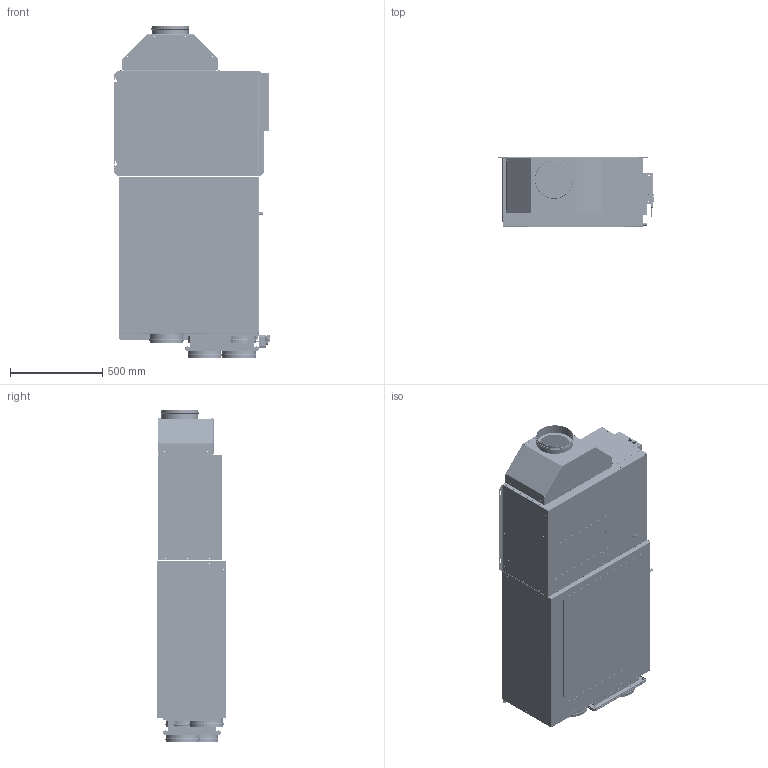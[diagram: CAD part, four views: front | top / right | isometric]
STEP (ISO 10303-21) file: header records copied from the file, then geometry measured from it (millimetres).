
FILE_DESCRIPTION (( 'STEP AP214' ), '1' );
FILE_NAME ('40_SRO_050.STEP', '2024-03-20T14:02:13', ( '' ), ( '' ), 'SwSTEP 2.0', 'SolidWorks 2022', '' );
FILE_SCHEMA (( 'AUTOMOTIVE_DESIGN' ));
Length unit declared in the file: millimetre
Products named in the file (48): HD17000352A Serranda RER050.STEP; HD50000094A Batteria Evaporante DDS 050.STEP; HD17000302C Sostegno filtri recuperatore.STEP; HD17002196 Pann. chiusura lat. batt. RER 050 speciale.STEP; HD17000332B Lamiera separatrice flussi aria.STEP; HD17000828.STEP; HD14000012 Boccaglio Ø200.STEP; QE RER EVO.STEP; HD17000306A.STEP; HD50000095 Batteria Condensante DDS 050.STEP; HD17002356 Base recuperatore RER SRO050.STEP; 40_SRO_050.STEP; HD17000303A Lamiera separazione filtri RER.STEP; HD17002198 Supporto vaschetta RER 050 speciale.STEP; HD17002359 Lamiera boccagli mobile RER 050.STEP; HD17001217 Pannello chiusura compressore RER 050.STEP; HD17000900 Angolare guida filtri RER 050.STEP; hd80000005 vite te trilobata m6 l=16 zb uni8110.STEP; HD17001625 Pannello laterale lato ventilatore RER 050.STEP; HD17002352 Copertura QE RER SRO 020 EVO.STEP; HD17000899 Pannello boccagli RER050.STEP; HD17000528A Coperchio superiore inferiore plenum RER050.STEP; HD14000003 Boccaglio Ø180.STEP; HD03000369 Vaschetta SRO 050.STEP; HD15000284 Tubo uscita scaico condensa RER 050.STEP; HD17000308 Tamponamento lato interno.STEP; HD17002355 Chiusura flangia mandata SRO 050.STEP; HD17002358 ACCESSO RECUPERATORE.STEP; HD03000021A Vaschetta recuperatore RER 050.STEP; HD17002351 Pannello cieco RER SRO 050.STEP; HD17002354 Base deumidificatore RER SRO 050.STEP; HD35000014 Belimo 5nm.STEP; HD17000353 Angolare DX fissaggio recuperatore RER 050.STEP; HD17000307 TAMPONAMENTO LATO FILTRI RER 050.STEP; 41KA000050 Plenum mandata RER050 boccaglio Ø200.STEP; HD17000527B Pannello anterire per boccaglio Ø60.STEP; HD17000821 Coperchio deumidificatore RER 050.STEP; HD17000310B Paratia lato serranda RER.STEP; HD17002348 Pannello accesso ventilatore RER 050.STEP; HD17002353 Pannello lato compressore RER SRO 050 evo.STEP ...
Assembly tree (68 placements, depth 4):
  40_SRO_050
    40_SRO_050.STEP
      QE RER EVO.STEP
        HD17000707 Vano qe RER EVO.STEP
        HD17002352 Copertura QE RER SRO 020 EVO.STEP
      41KA000050 Plenum mandata RER050 boccaglio Ø200.STEP
        HD17000527B Pannello anterire per boccaglio Ø60.STEP
        HD17000528A Coperchio superiore inferiore plenum RER050.STEP  x2
        HD14000012 Boccaglio Ø200.STEP
      HD03000021A Vaschetta recuperatore RER 050.STEP
      HD03000369 Vaschetta SRO 050.STEP
      HD17002354 Base deumidificatore RER SRO 050.STEP
      HD17002350 Pannello lato batteria SRO 050.STEP
      HD17002198 Supporto vaschetta RER 050 speciale.STEP
      HD17000900 Angolare guida filtri RER 050.STEP  x4
      HD17000821 Coperchio deumidificatore RER 050.STEP
      HD17002353 Pannello lato compressore RER SRO 050 evo.STEP
      HD17002355 Chiusura flangia mandata SRO 050.STEP
      HD17002196 Pann. chiusura lat. batt. RER 050 speciale.STEP
      HD17001217 Pannello chiusura compressore RER 050.STEP
      HD17002349  Pannello sostituzione filtro RER 050.STEP  x2
      HD17000899 Pannello boccagli RER050.STEP
      HD17002351 Pannello cieco RER SRO 050.STEP
      HD17002348 Pannello accesso ventilatore RER 050.STEP
      HD17000302C Sostegno filtri recuperatore.STEP
      HD17000353 Angolare DX fissaggio recuperatore RER 050.STEP  x2
      HD17000303A Lamiera separazione filtri RER.STEP
      HD17002356 Base recuperatore RER SRO050.STEP
      HD17002357 Pannello laterale lato serranda RER SRO 050.STEP
      HD17002358 ACCESSO RECUPERATORE.STEP
      HD17000828.STEP
      HD17000306A.STEP
      HD17000307 TAMPONAMENTO LATO FILTRI RER 050.STEP
      HD17000332B Lamiera separatrice flussi aria.STEP
      HD17000311 Sostegno recuperatore RER.STEP  x2
      HD17000352A Serranda RER050.STEP
      HD17000310B Paratia lato serranda RER.STEP
      HD17001625 Pannello laterale lato ventilatore RER 050.STEP
      HD17000308 Tamponamento lato interno.STEP
      HD15000284 Tubo uscita scaico condensa RER 050.STEP
      HD50000095 Batteria Condensante DDS 050.STEP
      HD50000094A Batteria Evaporante DDS 050.STEP
      HD14000003 Boccaglio Ø180.STEP  x5
      HD17002359 Lamiera boccagli mobile RER 050.STEP  x2
      HD70000036 Serranda doppia 255 x 340 RER 050.STEP
      HD35000014 Belimo 5nm.STEP
      hd80000005 vite te trilobata m6 l=16 zb uni8110.STEP  x4
      hd80000004 vite tc ic autofilettante 4,2x13 zn.STEP  x7
Bounding box: 846 x 377 x 1795.3 mm (x, y, z)
Volume: 22317015.8 mm3; surface area: 15295247.1 mm2
Topology: 80 solids, 99 shells, 4799 faces, 13630 edges, 9159 vertices
Faces by surface type: plane 2831, cylinder 1746, bspline 135, torus 56, cone 31
Full cylindrical faces by diameter (mm): 3.5 x12, 4 x39, 4.2 x142, 4.5 x49, 5 x235, 5.3 x2, 5.5 x24, 6 x28, 6.4 x2, 6.5 x313, 7 x11, 7.8 x7, 8 x224, 9 x4, 10 x5, 12 x18, 14 x4, 15 x1, 16 x10, 17 x3, 21.5 x1, 22 x12, 22.2 x1, 22.5 x2, 25.464 x1, 27 x1, 28 x4, 30 x2, 36 x4, 38 x4
Entity records: 151483 total; most frequent: CARTESIAN_POINT 43277, ORIENTED_EDGE 19845, DIRECTION 19213, EDGE_CURVE 10589, VERTEX_POINT 7712, EDGE_LOOP 7702, AXIS2_PLACEMENT_3D 7045, FACE_OUTER_BOUND 5449
